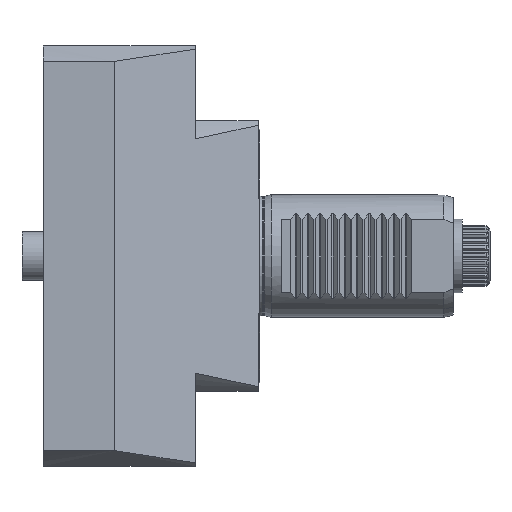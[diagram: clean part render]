
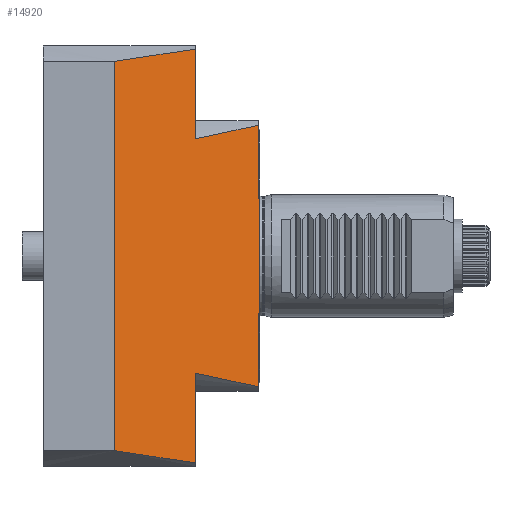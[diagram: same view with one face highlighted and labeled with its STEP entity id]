
A CAD part, left-side view. The second image highlights one B-rep face of the part: STEP entity #14920.
In plain terms, the highlighted planar face has unit normal (-0.976, -0.216, 0).
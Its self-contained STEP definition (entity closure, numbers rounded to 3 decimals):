
#174 = ORIENTED_EDGE ( 'NONE', *, *, #12921, .T. ) ;
#876 = CARTESIAN_POINT ( 'NONE',  ( -41.656, 21., 67.419 ) ) ;
#1052 = CARTESIAN_POINT ( 'NONE',  ( -37.111, 0.5, -42.603 ) ) ;
#1523 = ORIENTED_EDGE ( 'NONE', *, *, #23690, .F. ) ;
#2191 = VECTOR ( 'NONE', #15997, 1000. ) ;
#2525 = ORIENTED_EDGE ( 'NONE', *, *, #5836, .F. ) ;
#2619 = LINE ( 'NONE', #5074, #11461 ) ;
#2803 =( BOUNDED_CURVE ( )  B_SPLINE_CURVE ( 3, ( #22302, #7016, #26775, #22469 ),
 .UNSPECIFIED., .F., .T. ) 
 B_SPLINE_CURVE_WITH_KNOTS ( ( 4, 4 ),
 ( 0.742, 0.854 ),
 .UNSPECIFIED. ) 
 CURVE ( )  GEOMETRIC_REPRESENTATION_ITEM ( )  RATIONAL_B_SPLINE_CURVE ( ( 1., 0.999, 0.999, 1. ) ) 
 REPRESENTATION_ITEM ( '' )  );
#2990 = CARTESIAN_POINT ( 'NONE',  ( -47.5, 47.362, -63.437 ) ) ;
#3026 = CARTESIAN_POINT ( 'NONE',  ( -41.656, 21., 38.171 ) ) ;
#3080 = PLANE ( 'NONE',  #17066 ) ;
#3207 = CARTESIAN_POINT ( 'NONE',  ( -45.612, 38.845, 64.851 ) ) ;
#3234 = LINE ( 'NONE', #5985, #2191 ) ;
#3692 = EDGE_CURVE ( 'NONE', #24915, #18672, #13574, .T. ) ;
#3917 = CARTESIAN_POINT ( 'NONE',  ( -37.111, 0.5, -41.5 ) ) ;
#3919 = VECTOR ( 'NONE', #14508, 1000. ) ;
#4569 = EDGE_CURVE ( 'NONE', #23277, #7529, #2619, .T. ) ;
#4845 = LINE ( 'NONE', #27479, #3919 ) ;
#5074 = CARTESIAN_POINT ( 'NONE',  ( -37.111, 0.5, -41.5 ) ) ;
#5254 = ORIENTED_EDGE ( 'NONE', *, *, #26131, .F. ) ;
#5626 = VERTEX_POINT ( 'NONE', #22026 ) ;
#5672 = DIRECTION ( 'NONE',  ( 0.976, 0.216, 0. ) ) ;
#5836 = EDGE_CURVE ( 'NONE', #22532, #29599, #2803, .T. ) ;
#5985 = CARTESIAN_POINT ( 'NONE',  ( -41.656, 21., 0. ) ) ;
#6273 = CARTESIAN_POINT ( 'NONE',  ( -37., 0., -18.795 ) ) ;
#6368 = ORIENTED_EDGE ( 'NONE', *, *, #3692, .T. ) ;
#6914 = CARTESIAN_POINT ( 'NONE',  ( -47.5, 47.362, 63.437 ) ) ;
#7016 = CARTESIAN_POINT ( 'NONE',  ( -40.225, 14.545, 39.733 ) ) ;
#7529 = VERTEX_POINT ( 'NONE', #15530 ) ;
#7992 = DIRECTION ( 'NONE',  ( 0., 0., -1. ) ) ;
#8136 = ORIENTED_EDGE ( 'NONE', *, *, #24448, .F. ) ;
#9508 = LINE ( 'NONE', #22186, #29533 ) ;
#9646 = VERTEX_POINT ( 'NONE', #23872 ) ;
#9666 =( BOUNDED_CURVE ( )  B_SPLINE_CURVE ( 3, ( #11039, #21060, #18112, #18603 ),
 .UNSPECIFIED., .F., .T. ) 
 B_SPLINE_CURVE_WITH_KNOTS ( ( 4, 4 ),
 ( 0.464, 0.47 ),
 .UNSPECIFIED. ) 
 CURVE ( )  GEOMETRIC_REPRESENTATION_ITEM ( )  RATIONAL_B_SPLINE_CURVE ( ( 1., 1., 1., 1. ) ) 
 REPRESENTATION_ITEM ( '' )  );
#9690 = CARTESIAN_POINT ( 'NONE',  ( -37.111, 0.5, 42.603 ) ) ;
#9856 = CARTESIAN_POINT ( 'NONE',  ( -37.037, 0.168, -18.722 ) ) ;
#10876 = CARTESIAN_POINT ( 'NONE',  ( -40.225, 14.545, -39.733 ) ) ;
#10917 = LINE ( 'NONE', #3917, #19542 ) ;
#10939 =( BOUNDED_CURVE ( )  B_SPLINE_CURVE ( 3, ( #32153, #9856, #24346, #26821 ),
 .UNSPECIFIED., .F., .T. ) 
 B_SPLINE_CURVE_WITH_KNOTS ( ( 4, 4 ),
 ( 5.813, 5.819 ),
 .UNSPECIFIED. ) 
 CURVE ( )  GEOMETRIC_REPRESENTATION_ITEM ( )  RATIONAL_B_SPLINE_CURVE ( ( 1., 1., 1., 1. ) ) 
 REPRESENTATION_ITEM ( '' )  );
#10961 = CARTESIAN_POINT ( 'NONE',  ( -47.5, 47.362, 0. ) ) ;
#11039 = CARTESIAN_POINT ( 'NONE',  ( -37.111, 0.5, 18.575 ) ) ;
#11090 = EDGE_CURVE ( 'NONE', #24915, #27875, #31628, .T. ) ;
#11164 = VERTEX_POINT ( 'NONE', #6273 ) ;
#11461 = VECTOR ( 'NONE', #7992, 1000. ) ;
#11651 = ORIENTED_EDGE ( 'NONE', *, *, #23270, .T. ) ;
#12659 = CARTESIAN_POINT ( 'NONE',  ( -47.5, 47.362, 63.437 ) ) ;
#12921 = EDGE_CURVE ( 'NONE', #18500, #9646, #9508, .T. ) ;
#13574 = LINE ( 'NONE', #10961, #31852 ) ;
#13703 =( BOUNDED_CURVE ( )  B_SPLINE_CURVE ( 3, ( #1052, #30909, #10876, #28445 ),
 .UNSPECIFIED., .F., .F. ) 
 B_SPLINE_CURVE_WITH_KNOTS ( ( 4, 4 ),
 ( 5.429, 5.541 ),
 .UNSPECIFIED. ) 
 CURVE ( )  GEOMETRIC_REPRESENTATION_ITEM ( )  RATIONAL_B_SPLINE_CURVE ( ( 1., 0.999, 0.999, 1. ) ) 
 REPRESENTATION_ITEM ( '' )  );
#14226 = CARTESIAN_POINT ( 'NONE',  ( -37.111, 0.5, 18.575 ) ) ;
#14481 = CARTESIAN_POINT ( 'NONE',  ( -37.111, 0.5, -18.575 ) ) ;
#14508 = DIRECTION ( 'NONE',  ( 0., 0., -1. ) ) ;
#14920 = ADVANCED_FACE ( 'Defeature completata1_160', ( #25544 ), #3080, .F. ) ;
#15323 = ORIENTED_EDGE ( 'NONE', *, *, #29524, .F. ) ;
#15530 = CARTESIAN_POINT ( 'NONE',  ( -37.111, 0.5, -42.603 ) ) ;
#15559 = ORIENTED_EDGE ( 'NONE', *, *, #29330, .F. ) ;
#15997 = DIRECTION ( 'NONE',  ( 0., 0., 1. ) ) ;
#16965 = EDGE_LOOP ( 'NONE', ( #8136, #2525, #11651, #32240, #6368, #1523, #174, #27986, #25403, #15323, #15559, #5254 ) ) ;
#17066 = AXIS2_PLACEMENT_3D ( 'NONE', #18145, #5672, #23424 ) ;
#18112 = CARTESIAN_POINT ( 'NONE',  ( -37.037, 0.168, 18.722 ) ) ;
#18145 = CARTESIAN_POINT ( 'NONE',  ( -37., 0., 68.5 ) ) ;
#18500 = VERTEX_POINT ( 'NONE', #26978 ) ;
#18541 = CARTESIAN_POINT ( 'NONE',  ( -43.662, 30.052, -66.18 ) ) ;
#18603 = CARTESIAN_POINT ( 'NONE',  ( -37., 0., 18.795 ) ) ;
#18672 = VERTEX_POINT ( 'NONE', #20697 ) ;
#19326 = VERTEX_POINT ( 'NONE', #14226 ) ;
#19542 = VECTOR ( 'NONE', #26213, 1000. ) ;
#20697 = CARTESIAN_POINT ( 'NONE',  ( -47.5, 47.362, -63.437 ) ) ;
#20978 = DIRECTION ( 'NONE',  ( 0., 0., -1. ) ) ;
#21060 = CARTESIAN_POINT ( 'NONE',  ( -37.074, 0.334, 18.649 ) ) ;
#22026 = CARTESIAN_POINT ( 'NONE',  ( -37., 0., 18.795 ) ) ;
#22186 = CARTESIAN_POINT ( 'NONE',  ( -41.656, 21., 0. ) ) ;
#22302 = CARTESIAN_POINT ( 'NONE',  ( -41.656, 21., 38.171 ) ) ;
#22469 = CARTESIAN_POINT ( 'NONE',  ( -37.111, 0.5, 42.603 ) ) ;
#22532 = VERTEX_POINT ( 'NONE', #3026 ) ;
#23165 = CARTESIAN_POINT ( 'NONE',  ( -41.656, 21., -67.419 ) ) ;
#23270 = EDGE_CURVE ( 'NONE', #22532, #27875, #3234, .T. ) ;
#23277 = VERTEX_POINT ( 'NONE', #14481 ) ;
#23383 = CARTESIAN_POINT ( 'NONE',  ( -43.662, 30.052, 66.18 ) ) ;
#23424 = DIRECTION ( 'NONE',  ( 0.216, -0.976, 0. ) ) ;
#23690 = EDGE_CURVE ( 'NONE', #18500, #18672, #29458, .T. ) ;
#23872 = CARTESIAN_POINT ( 'NONE',  ( -41.656, 21., -38.171 ) ) ;
#24346 = CARTESIAN_POINT ( 'NONE',  ( -37.074, 0.334, -18.649 ) ) ;
#24448 = EDGE_CURVE ( 'NONE', #29599, #19326, #10917, .T. ) ;
#24781 = EDGE_CURVE ( 'NONE', #7529, #9646, #13703, .T. ) ;
#24915 = VERTEX_POINT ( 'NONE', #6914 ) ;
#25403 = ORIENTED_EDGE ( 'NONE', *, *, #4569, .F. ) ;
#25544 = FACE_OUTER_BOUND ( 'NONE', #16965, .T. ) ;
#26131 = EDGE_CURVE ( 'NONE', #19326, #5626, #9666, .T. ) ;
#26213 = DIRECTION ( 'NONE',  ( 0., 0., -1. ) ) ;
#26775 = CARTESIAN_POINT ( 'NONE',  ( -38.708, 7.704, 41.212 ) ) ;
#26821 = CARTESIAN_POINT ( 'NONE',  ( -37.111, 0.5, -18.575 ) ) ;
#26978 = CARTESIAN_POINT ( 'NONE',  ( -41.656, 21., -67.419 ) ) ;
#27113 = DIRECTION ( 'NONE',  ( 0., 0., 1. ) ) ;
#27479 = CARTESIAN_POINT ( 'NONE',  ( -37., 0., 68.5 ) ) ;
#27747 = CARTESIAN_POINT ( 'NONE',  ( -41.656, 21., 67.419 ) ) ;
#27875 = VERTEX_POINT ( 'NONE', #27747 ) ;
#27986 = ORIENTED_EDGE ( 'NONE', *, *, #24781, .F. ) ;
#28379 = CARTESIAN_POINT ( 'NONE',  ( -45.612, 38.845, -64.851 ) ) ;
#28445 = CARTESIAN_POINT ( 'NONE',  ( -41.656, 21., -38.171 ) ) ;
#29330 = EDGE_CURVE ( 'NONE', #5626, #11164, #4845, .T. ) ;
#29458 =( BOUNDED_CURVE ( )  B_SPLINE_CURVE ( 3, ( #23165, #18541, #28379, #2990 ),
 .UNSPECIFIED., .F., .T. ) 
 B_SPLINE_CURVE_WITH_KNOTS ( ( 4, 4 ),
 ( 2.124, 2.214 ),
 .UNSPECIFIED. ) 
 CURVE ( )  GEOMETRIC_REPRESENTATION_ITEM ( )  RATIONAL_B_SPLINE_CURVE ( ( 1., 0.999, 0.999, 1. ) ) 
 REPRESENTATION_ITEM ( '' )  );
#29524 = EDGE_CURVE ( 'NONE', #11164, #23277, #10939, .T. ) ;
#29533 = VECTOR ( 'NONE', #27113, 1000. ) ;
#29599 = VERTEX_POINT ( 'NONE', #9690 ) ;
#30909 = CARTESIAN_POINT ( 'NONE',  ( -38.708, 7.704, -41.212 ) ) ;
#31628 =( BOUNDED_CURVE ( )  B_SPLINE_CURVE ( 3, ( #12659, #3207, #23383, #876 ),
 .UNSPECIFIED., .F., .T. ) 
 B_SPLINE_CURVE_WITH_KNOTS ( ( 4, 4 ),
 ( 4.07, 4.159 ),
 .UNSPECIFIED. ) 
 CURVE ( )  GEOMETRIC_REPRESENTATION_ITEM ( )  RATIONAL_B_SPLINE_CURVE ( ( 1., 0.999, 0.999, 1. ) ) 
 REPRESENTATION_ITEM ( '' )  );
#31852 = VECTOR ( 'NONE', #20978, 1000. ) ;
#32153 = CARTESIAN_POINT ( 'NONE',  ( -37., 0., -18.795 ) ) ;
#32240 = ORIENTED_EDGE ( 'NONE', *, *, #11090, .F. ) ;
